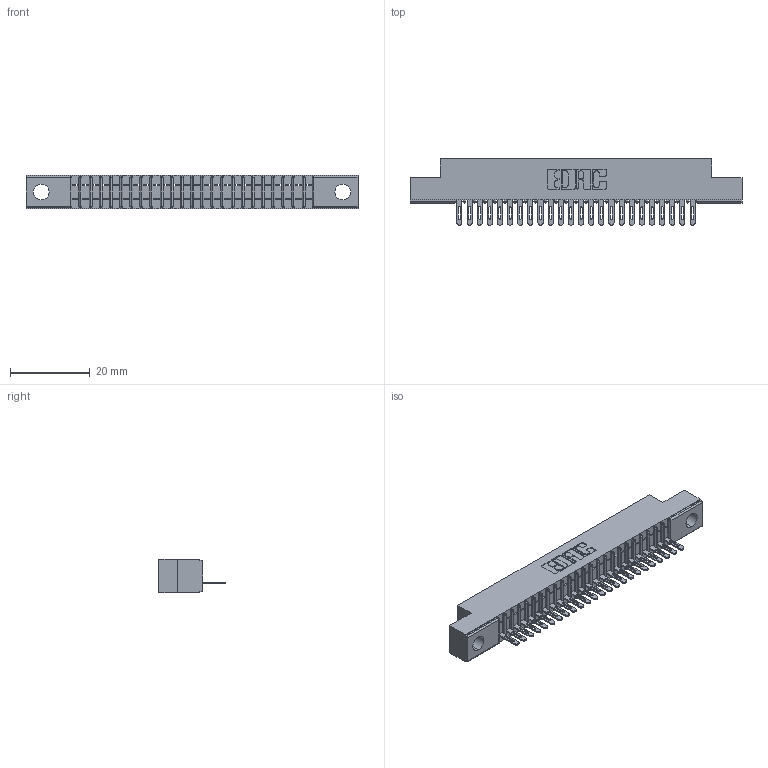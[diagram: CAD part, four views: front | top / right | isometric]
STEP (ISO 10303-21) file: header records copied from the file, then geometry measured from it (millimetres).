
FILE_DESCRIPTION (( 'STEP AP203' ), '1' );
FILE_NAME ('341-024-500-104.STEP', '2018-08-06T17:49:09', ( '' ), ( '' ), 'SwSTEP 2.0', 'SolidWorks 2016', '' );
FILE_SCHEMA (( 'CONFIG_CONTROL_DESIGN' ));
Length unit declared in the file: inch
Products named in the file (3): 341 Part_.156 (3.96) Dia Mounting Holes; 341-292-001_341-292-100; 341-024-500-104
Assembly tree (25 placements, depth 2):
  341-024-500-104
    341 Part_.156 (3.96) Dia Mounting Holes
    341-292-001_341-292-100  x24
Bounding box: 83.19 x 16.69 x 8.38 mm (x, y, z)
Volume: 4483.7 mm3; surface area: 8428.8 mm2
Topology: 25 solids, 25 shells, 2098 faces, 6040 edges, 3878 vertices
Faces by surface type: plane 1258, cylinder 744, sphere 50, torus 46
Entity records: 31101 total; most frequent: CARTESIAN_POINT 5278, ORIENTED_EDGE 5264, DIRECTION 5106, EDGE_CURVE 2632, VECTOR 2110, LINE 2110, VERTEX_POINT 1670, AXIS2_PLACEMENT_3D 1498
